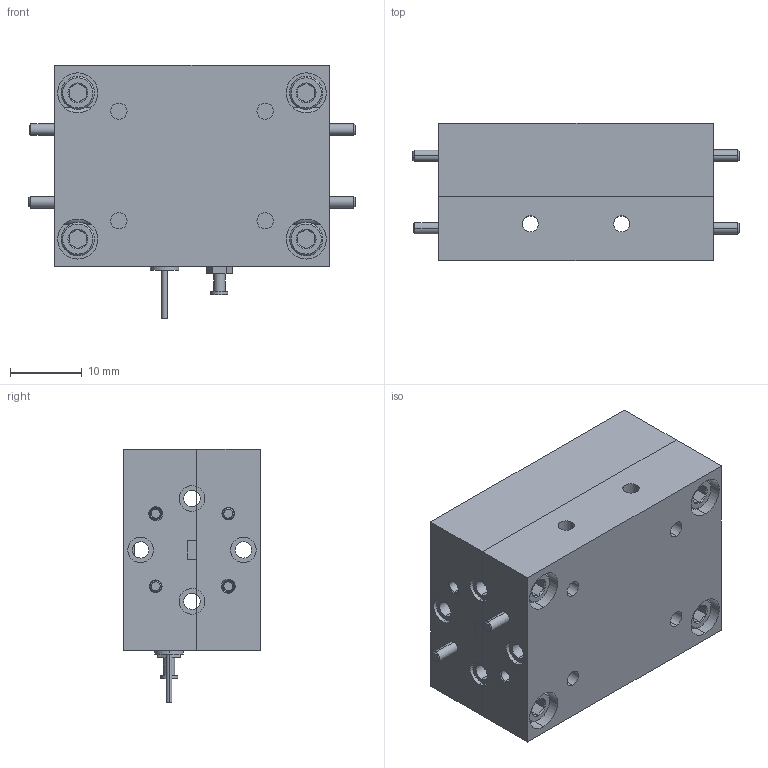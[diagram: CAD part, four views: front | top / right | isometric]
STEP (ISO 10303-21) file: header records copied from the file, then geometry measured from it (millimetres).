
FILE_DESCRIPTION (( 'STEP AP203' ), '1' );
FILE_NAME ('SBP-7538432213-1010-E1.STEP', '2018-09-13T22:57:34', ( '' ), ( '' ), 'SwSTEP 2.0', 'SolidWorks 2016', '' );
FILE_SCHEMA (( 'CONFIG_CONTROL_DESIGN' ));
Length unit declared in the file: inch
Products named in the file (1): SBP-7538432213-1010-E1
Bounding box: 45.34 x 19.05 x 35.18 mm (x, y, z)
Surface area: 7978.6 mm2 (no closed solid volume)
Topology: 0 solids, 18 shells, 364 faces, 1013 edges, 666 vertices
Faces by surface type: plane 152, cylinder 128, cone 84
Entity records: 11975 total; most frequent: CARTESIAN_POINT 2614, DIRECTION 2011, ORIENTED_EDGE 1794, EDGE_CURVE 1005, AXIS2_PLACEMENT_3D 771, VERTEX_POINT 666, VECTOR 469, LINE 469
